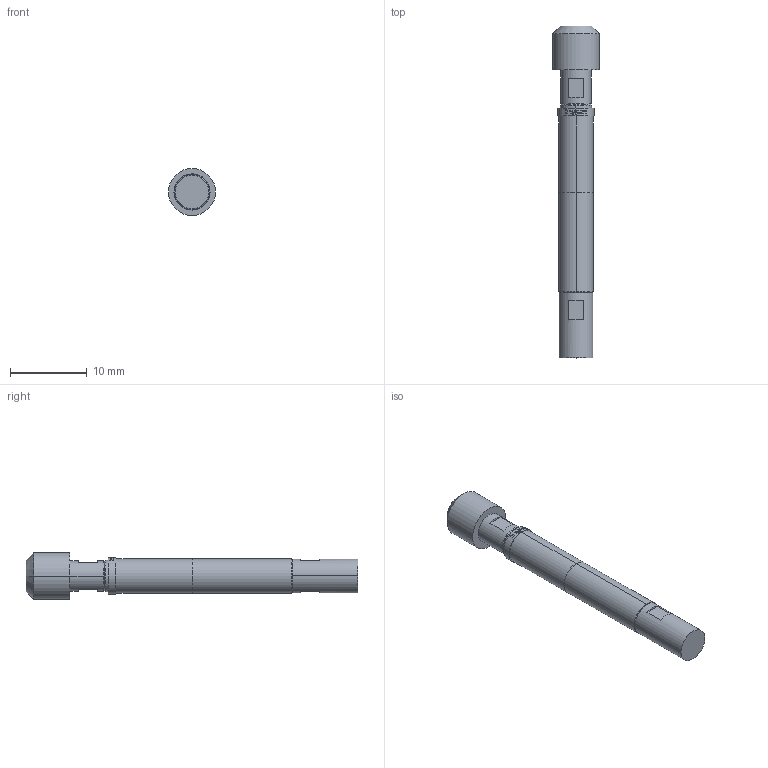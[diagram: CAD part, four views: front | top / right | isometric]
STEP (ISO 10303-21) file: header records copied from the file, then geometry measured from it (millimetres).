
FILE_DESCRIPTION (( 'STEP AP203' ), '1' );
FILE_NAME ('INGUN_HFS-8x0_288_150_A_xx42_F88R.STEP', '2020-09-10T06:26:14', ( '' ), ( '' ), 'SwSTEP 2.0', 'SolidWorks 2018', '' );
FILE_SCHEMA (( 'CONFIG_CONTROL_DESIGN' ));
Length unit declared in the file: millimetre
Products named in the file (1): INGUN_HFS-8x0_288_150_A_xx42_F88R
Bounding box: 6.1 x 43.2 x 6.1 mm (x, y, z)
Volume: 670.3 mm3; surface area: 793.8 mm2
Topology: 1 solids, 2 shells, 187 faces, 460 edges, 297 vertices
Faces by surface type: plane 69, cone 44, cylinder 39, bspline 35
Entity records: 6583 total; most frequent: CARTESIAN_POINT 2710, ORIENTED_EDGE 920, DIRECTION 560, EDGE_CURVE 460, VERTEX_POINT 297, B_SPLINE_CURVE_WITH_KNOTS 280, AXIS2_PLACEMENT_3D 243, EDGE_LOOP 209
